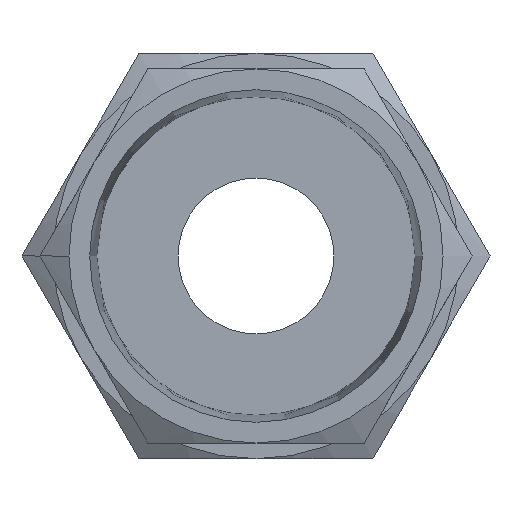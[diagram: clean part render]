
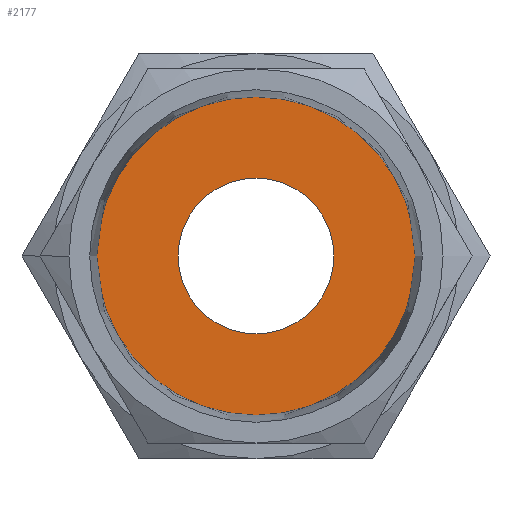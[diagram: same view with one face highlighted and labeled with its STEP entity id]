
A CAD part, front view. The second image highlights one B-rep face of the part: STEP entity #2177.
In plain terms, the highlighted planar face has unit normal (0, -1, 0).
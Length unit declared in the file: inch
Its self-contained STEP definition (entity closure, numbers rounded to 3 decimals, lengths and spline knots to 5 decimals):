
#343 = ORIENTED_EDGE ( 'NONE', *, *, #2749, .T. ) ;
#357 = PLANE ( 'NONE',  #2346 ) ;
#432 = EDGE_CURVE ( 'NONE', #3982, #2959, #2938, .T. ) ;
#491 = CARTESIAN_POINT ( 'NONE',  ( -0.40216, 0.57087, 0. ) ) ;
#588 = ORIENTED_EDGE ( 'NONE', *, *, #1878, .T. ) ;
#627 = CARTESIAN_POINT ( 'NONE',  ( 0., 0.57087, 0. ) ) ;
#743 = FACE_OUTER_BOUND ( 'NONE', #3716, .T. ) ;
#900 = DIRECTION ( 'NONE',  ( 0., 1., 0. ) ) ;
#1004 = DIRECTION ( 'NONE',  ( -1., 0., 0. ) ) ;
#1025 = AXIS2_PLACEMENT_3D ( 'NONE', #627, #3150, #1004 ) ;
#1538 = AXIS2_PLACEMENT_3D ( 'NONE', #2214, #4627, #2570 ) ;
#1623 = FACE_BOUND ( 'NONE', #4208, .T. ) ;
#1878 = EDGE_CURVE ( 'NONE', #2483, #3071, #2484, .T. ) ;
#2177 = ADVANCED_FACE ( 'NONE', ( #1623, #743 ), #357, .T. ) ;
#2214 = CARTESIAN_POINT ( 'NONE',  ( 0., 0.57087, 0. ) ) ;
#2231 = CARTESIAN_POINT ( 'NONE',  ( -0.2995, 0.57087, 0. ) ) ;
#2346 = AXIS2_PLACEMENT_3D ( 'NONE', #2231, #4642, #2585 ) ;
#2422 = CARTESIAN_POINT ( 'NONE',  ( -0.19685, 0.57087, 0. ) ) ;
#2483 = VERTEX_POINT ( 'NONE', #4084 ) ;
#2484 = CIRCLE ( 'NONE', #3770, 0.19685 ) ;
#2570 = DIRECTION ( 'NONE',  ( 1., 0., 0. ) ) ;
#2585 = DIRECTION ( 'NONE',  ( 0., 0., -1. ) ) ;
#2691 = ORIENTED_EDGE ( 'NONE', *, *, #3195, .T. ) ;
#2749 = EDGE_CURVE ( 'NONE', #2959, #3982, #4232, .T. ) ;
#2938 = CIRCLE ( 'NONE', #4322, 0.40216 ) ;
#2959 = VERTEX_POINT ( 'NONE', #491 ) ;
#2996 = DIRECTION ( 'NONE',  ( 1., 0., 0. ) ) ;
#3022 = DIRECTION ( 'NONE',  ( 0., -1., 0. ) ) ;
#3051 = CARTESIAN_POINT ( 'NONE',  ( 0., 0.57087, 0. ) ) ;
#3052 = CARTESIAN_POINT ( 'NONE',  ( 0., 0.57087, 0. ) ) ;
#3071 = VERTEX_POINT ( 'NONE', #2422 ) ;
#3134 = ORIENTED_EDGE ( 'NONE', *, *, #432, .T. ) ;
#3150 = DIRECTION ( 'NONE',  ( 0., 1., 0. ) ) ;
#3190 = CIRCLE ( 'NONE', #1025, 0.19685 ) ;
#3195 = EDGE_CURVE ( 'NONE', #3071, #2483, #3190, .T. ) ;
#3405 = DIRECTION ( 'NONE',  ( -1., 0., 0. ) ) ;
#3573 = CARTESIAN_POINT ( 'NONE',  ( 0.40216, 0.57087, 0. ) ) ;
#3716 = EDGE_LOOP ( 'NONE', ( #3134, #343 ) ) ;
#3770 = AXIS2_PLACEMENT_3D ( 'NONE', #3051, #900, #3405 ) ;
#3982 = VERTEX_POINT ( 'NONE', #3573 ) ;
#4084 = CARTESIAN_POINT ( 'NONE',  ( 0.19685, 0.57087, 0. ) ) ;
#4208 = EDGE_LOOP ( 'NONE', ( #2691, #588 ) ) ;
#4232 = CIRCLE ( 'NONE', #1538, 0.40216 ) ;
#4322 = AXIS2_PLACEMENT_3D ( 'NONE', #3052, #3022, #2996 ) ;
#4627 = DIRECTION ( 'NONE',  ( 0., -1., 0. ) ) ;
#4642 = DIRECTION ( 'NONE',  ( 0., -1., 0. ) ) ;
